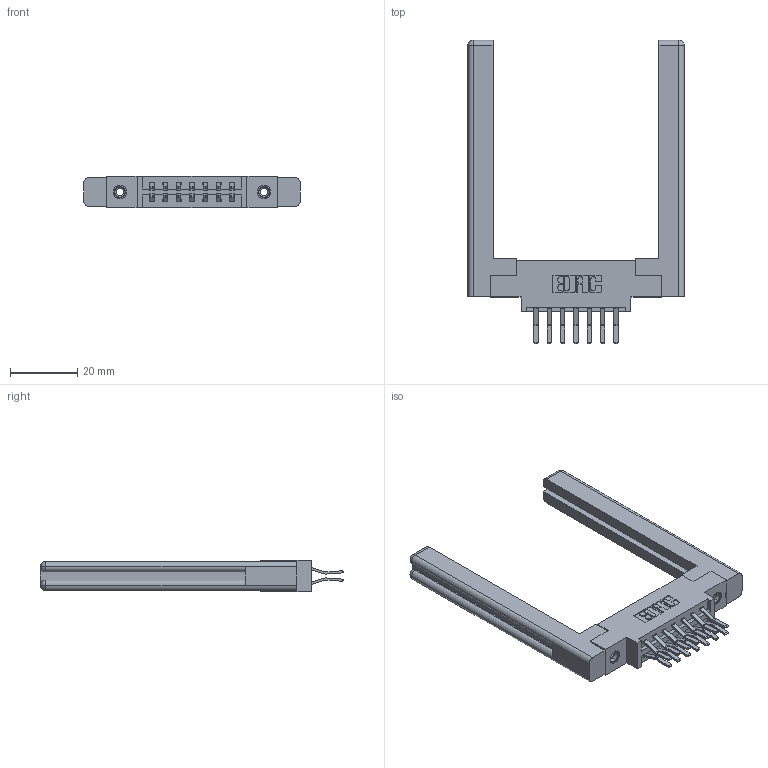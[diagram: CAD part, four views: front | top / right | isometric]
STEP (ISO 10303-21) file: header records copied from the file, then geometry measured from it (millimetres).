
FILE_DESCRIPTION (( 'STEP AP203' ), '1' );
FILE_NAME ('387-014-560-858.STEP', '2019-10-15T22:25:35', ( '' ), ( '' ), 'SwSTEP 2.0', 'SolidWorks 2016', '' );
FILE_SCHEMA (( 'CONFIG_CONTROL_DESIGN' ));
Length unit declared in the file: inch
Products named in the file (5): 387-014-560-858; 337 Part_0.170 Offset - 0.156 Dia-TI; 345-292-001_560 Tail; 307-220-058; 345-250-001_345-250-001-102
Assembly tree (19 placements, depth 2):
  387-014-560-858
    337 Part_0.170 Offset - 0.156 Dia-TI
    345-292-001_560 Tail  x14
    345-250-001_345-250-001-102  x2
    307-220-058  x2
Bounding box: 64.36 x 90.19 x 9.4 mm (x, y, z)
Volume: 13433.9 mm3; surface area: 12192.8 mm2
Topology: 19 solids, 19 shells, 1044 faces, 3015 edges, 1978 vertices
Faces by surface type: plane 690, cylinder 330, cone 12, torus 12
Entity records: 12808 total; most frequent: CARTESIAN_POINT 2197, ORIENTED_EDGE 2072, DIRECTION 1952, EDGE_CURVE 1036, LINE 856, VECTOR 856, VERTEX_POINT 682, AXIS2_PLACEMENT_3D 548
